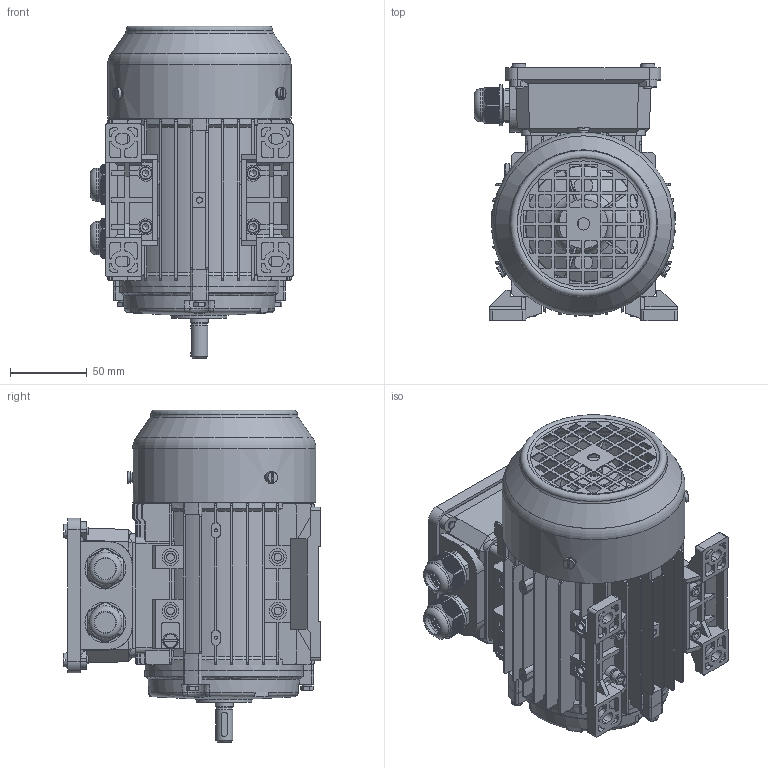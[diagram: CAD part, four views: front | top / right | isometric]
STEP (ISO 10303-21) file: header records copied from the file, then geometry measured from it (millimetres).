
FILE_DESCRIPTION(/* description */ (''),/* implementation_level */ '2;1');
FILE_NAME(/* name */ 'JL-63-B3.stp',/* time_stamp */ '2018-12-30T14:00:01+08:00',/* author */ (''),/* organization */ (''),/* preprocessor_version */ 'ST-DEVELOPER v16.7',/* originating_system */ 'SIEMENS PLM Software NX 12.0',/* authorisation */ '');
FILE_SCHEMA (('AP203_CONFIGURATION_CONTROLLED_3D_DESIGN_OF_MECHANICAL_PARTS_AND_ASSEMBLIES_MIM_LF { 1 0 10303 403 2 1 2}'));
Length unit declared in the file: millimetre
Products named in the file (1): JL-63-B3
Bounding box: 132.6 x 168 x 216.5 mm (x, y, z)
Volume: 527669.5 mm3; surface area: 429081.5 mm2
Topology: 50 solids, 50 shells, 3769 faces, 10364 edges, 6855 vertices
Faces by surface type: plane 2363, cylinder 938, torus 185, cone 182, bspline 95, sphere 6
Full cylindrical faces by diameter (mm): 2 x4, 3 x13, 3.2 x1, 3.5 x6, 3.545 x9, 4 x20, 4.132 x4, 4.134 x4, 4.48 x5, 4.7 x6, 4.8 x1, 4.9 x6, 5 x34, 5.3 x1, 5.8 x14, 6 x4, 8 x13, 8.5 x8, 10 x1, 10.4 x1, 10.5 x4, 10.6 x1, 11 x13, 11.2 x2, 11.4 x2, 12 x11, 13.75 x2, 14 x1, 16.25 x4, 18.75 x10
Entity records: 130721 total; most frequent: CARTESIAN_POINT 40096, ORIENTED_EDGE 19312, DIRECTION 17279, EDGE_CURVE 9656, VERTEX_POINT 6577, AXIS2_PLACEMENT_3D 5919, LINE 5441, VECTOR 5441
